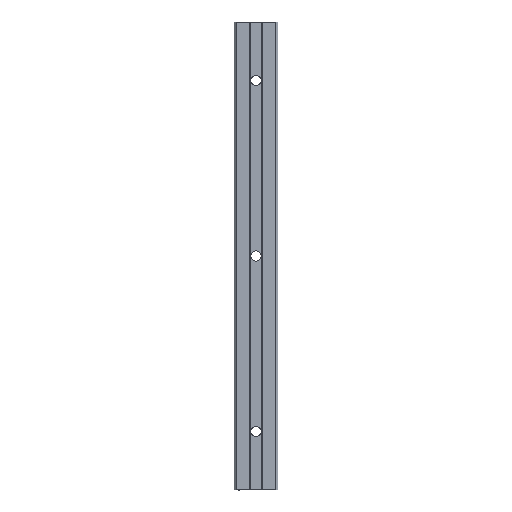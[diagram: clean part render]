
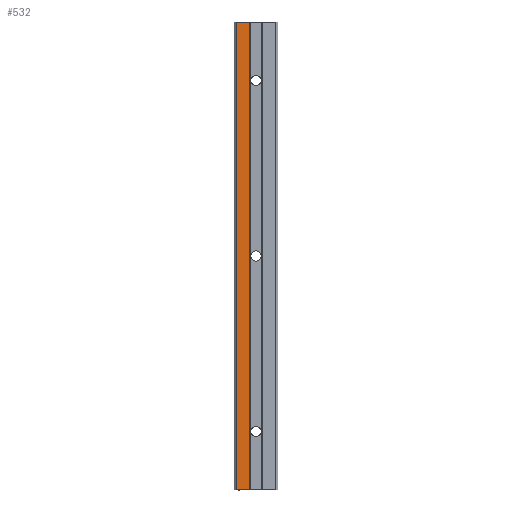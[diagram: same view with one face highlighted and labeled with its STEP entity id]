
A CAD part, front view. The second image highlights one B-rep face of the part: STEP entity #532.
In plain terms, the highlighted planar face has unit normal (0, -1, 0).
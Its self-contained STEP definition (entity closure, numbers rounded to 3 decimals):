
#51 = VERTEX_POINT ( 'NONE', #647 ) ;
#52 = EDGE_CURVE ( 'NONE', #131, #51, #646, .T. ) ;
#74 = VERTEX_POINT ( 'NONE', #666 ) ;
#98 = EDGE_CURVE ( 'NONE', #74, #130, #753, .T. ) ;
#130 = VERTEX_POINT ( 'NONE', #810 ) ;
#131 = VERTEX_POINT ( 'NONE', #809 ) ;
#532 = ADVANCED_FACE ( 'NONE', ( #1451 ), #1450, .T. ) ;
#549 = EDGE_CURVE ( 'NONE', #130, #131, #1484, .T. ) ;
#550 = ORIENTED_EDGE ( 'NONE', *, *, #52, .T. ) ;
#551 = ORIENTED_EDGE ( 'NONE', *, *, #552, .F. ) ;
#552 = EDGE_CURVE ( 'NONE', #74, #51, #1480, .T. ) ;
#555 = EDGE_LOOP ( 'NONE', ( #581, #582, #550, #551 ) ) ;
#581 = ORIENTED_EDGE ( 'NONE', *, *, #98, .T. ) ;
#582 = ORIENTED_EDGE ( 'NONE', *, *, #549, .T. ) ;
#643 = DIRECTION ( 'NONE',  ( 0., 0., -1. ) ) ;
#644 = VECTOR ( 'NONE', #643, 1000. ) ;
#645 = CARTESIAN_POINT ( 'NONE',  ( -6.8, -24., 50. ) ) ;
#646 = LINE ( 'NONE', #645, #644 ) ;
#647 = CARTESIAN_POINT ( 'NONE',  ( -6.8, -24., -60. ) ) ;
#666 = CARTESIAN_POINT ( 'NONE',  ( -2.35, -24., -60. ) ) ;
#750 = DIRECTION ( 'NONE',  ( 0., 0., 1. ) ) ;
#751 = VECTOR ( 'NONE', #750, 1000. ) ;
#752 = CARTESIAN_POINT ( 'NONE',  ( -2.35, -24., 50. ) ) ;
#753 = LINE ( 'NONE', #752, #751 ) ;
#809 = CARTESIAN_POINT ( 'NONE',  ( -6.8, -24., 100. ) ) ;
#810 = CARTESIAN_POINT ( 'NONE',  ( -2.35, -24., 100. ) ) ;
#1446 = DIRECTION ( 'NONE',  ( 0., 0., -1. ) ) ;
#1447 = DIRECTION ( 'NONE',  ( 0., -1., 0. ) ) ;
#1448 = CARTESIAN_POINT ( 'NONE',  ( -2.35, -24., 50. ) ) ;
#1449 = AXIS2_PLACEMENT_3D ( 'NONE', #1448, #1447, #1446 ) ;
#1450 = PLANE ( 'NONE',  #1449 ) ;
#1451 = FACE_OUTER_BOUND ( 'NONE', #555, .T. ) ;
#1477 = DIRECTION ( 'NONE',  ( -1., 0., 0. ) ) ;
#1478 = VECTOR ( 'NONE', #1477, 1000. ) ;
#1479 = CARTESIAN_POINT ( 'NONE',  ( 0., -24., -60. ) ) ;
#1480 = LINE ( 'NONE', #1479, #1478 ) ;
#1481 = DIRECTION ( 'NONE',  ( -1., 0., 0. ) ) ;
#1482 = VECTOR ( 'NONE', #1481, 1000. ) ;
#1483 = CARTESIAN_POINT ( 'NONE',  ( 0., -24., 100. ) ) ;
#1484 = LINE ( 'NONE', #1483, #1482 ) ;
